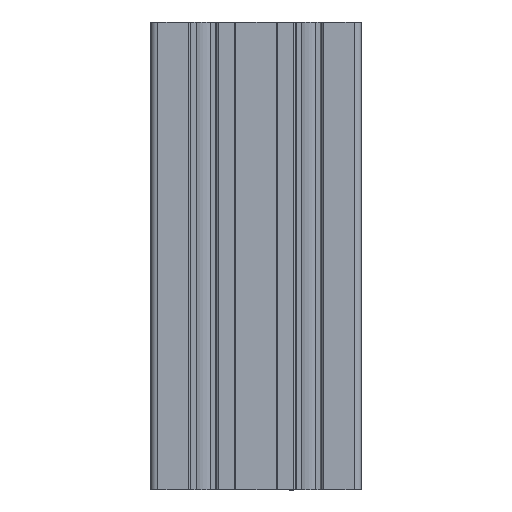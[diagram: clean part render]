
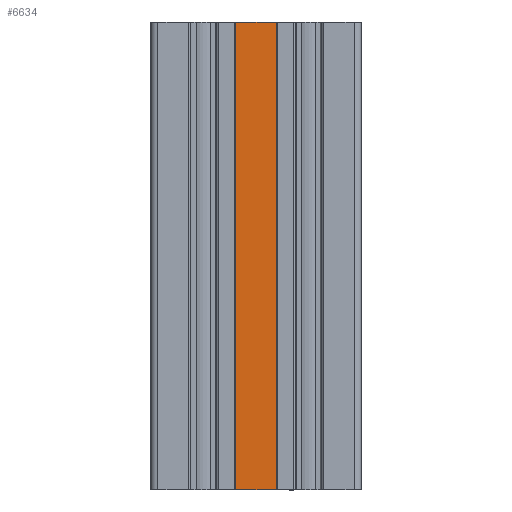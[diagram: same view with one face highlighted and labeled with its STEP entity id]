
A CAD part, top view. The second image highlights one B-rep face of the part: STEP entity #6634.
In plain terms, the highlighted planar face has unit normal (0, 0, 1).
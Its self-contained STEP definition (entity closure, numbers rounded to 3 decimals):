
#159=PLANE('',#7272);
#476=FACE_OUTER_BOUND('',#810,.T.);
#810=EDGE_LOOP('',(#5317,#5318,#5319,#5320));
#1417=LINE('',#11049,#2077);
#1419=LINE('',#11053,#2079);
#1420=LINE('',#11055,#2080);
#1421=LINE('',#11056,#2081);
#2077=VECTOR('',#9067,200.);
#2079=VECTOR('',#9071,17.5);
#2080=VECTOR('',#9072,200.);
#2081=VECTOR('',#9073,17.5);
#3095=VERTEX_POINT('',#11046);
#3096=VERTEX_POINT('',#11048);
#3097=VERTEX_POINT('',#11052);
#3098=VERTEX_POINT('',#11054);
#4039=EDGE_CURVE('',#3095,#3096,#1417,.T.);
#4041=EDGE_CURVE('',#3095,#3097,#1419,.T.);
#4042=EDGE_CURVE('',#3097,#3098,#1420,.T.);
#4043=EDGE_CURVE('',#3096,#3098,#1421,.T.);
#5317=ORIENTED_EDGE('',*,*,#4041,.T.);
#5318=ORIENTED_EDGE('',*,*,#4042,.T.);
#5319=ORIENTED_EDGE('',*,*,#4043,.F.);
#5320=ORIENTED_EDGE('',*,*,#4039,.F.);
#6634=ADVANCED_FACE('',(#476),#159,.T.);
#7272=AXIS2_PLACEMENT_3D('',#11051,#9069,#9070);
#9067=DIRECTION('',(0.,-1.,0.));
#9069=DIRECTION('center_axis',(0.,0.,1.));
#9070=DIRECTION('ref_axis',(1.,0.,0.));
#9071=DIRECTION('',(-1.,0.,0.));
#9072=DIRECTION('',(0.,-1.,0.));
#9073=DIRECTION('',(-1.,0.,0.));
#11046=CARTESIAN_POINT('',(8.75,200.,21.));
#11048=CARTESIAN_POINT('',(8.75,0.,21.));
#11049=CARTESIAN_POINT('',(8.75,0.,21.));
#11051=CARTESIAN_POINT('Origin',(-8.75,0.,21.));
#11052=CARTESIAN_POINT('',(-8.75,200.,21.));
#11053=CARTESIAN_POINT('',(-4.375,200.,21.));
#11054=CARTESIAN_POINT('',(-8.75,0.,21.));
#11055=CARTESIAN_POINT('',(-8.75,0.,21.));
#11056=CARTESIAN_POINT('',(-4.375,0.,21.));
